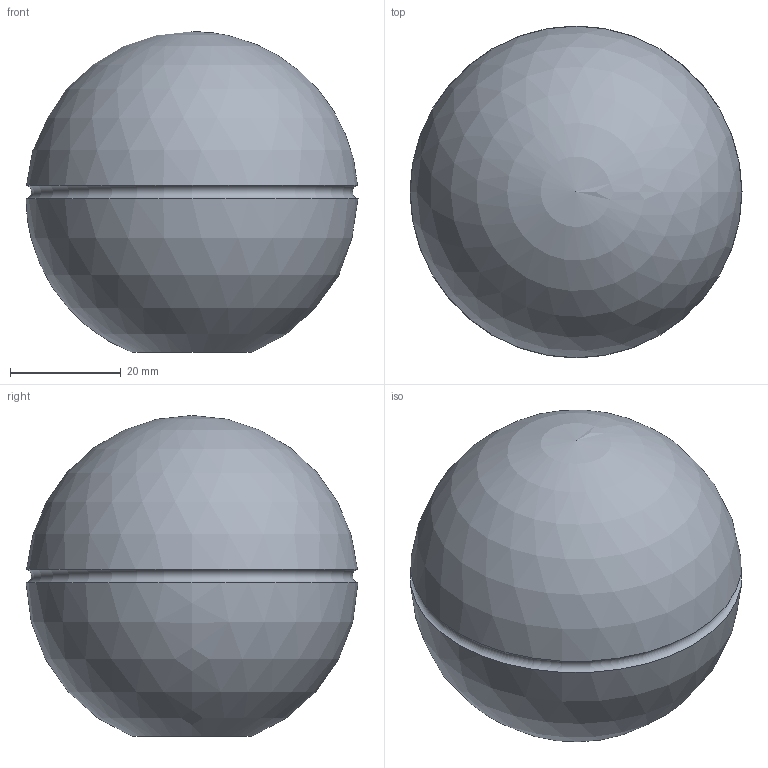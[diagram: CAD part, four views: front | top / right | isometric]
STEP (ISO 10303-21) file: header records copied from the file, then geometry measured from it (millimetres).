
FILE_DESCRIPTION( ( 'Unknown' ), '1' );
FILE_NAME( '6132070_PBO60_M14.stp', 'Unknown', ( 'Unknown' ), ( 'Unknown' ), 'PSStep 11.0', 'Unknown', ' ' );
FILE_SCHEMA( ( 'AUTOMOTIVE_DESIGN { 1 0 10303 214 1 1 1 1 }' ) );
Length unit declared in the file: millimetre
Products named in the file (1): 6132070
Bounding box: 60 x 60 x 58 mm (x, y, z)
Volume: 109951.6 mm3; surface area: 12667.8 mm2
Topology: 1 solids, 2 shells, 13 faces, 26 edges, 17 vertices
Faces by surface type: cylinder 4, plane 4, sphere 2, cone 2, torus 1
Full cylindrical faces by diameter (mm): 11.835 x1, 17 x1, 18 x2
Entity records: 380 total; most frequent: DIRECTION 52, CARTESIAN_POINT 39, AXIS2_PLACEMENT_3D 26, EDGE_LOOP 24, ORIENTED_EDGE 24, FACE_OUTER_BOUND 19, STYLED_ITEM 13, PRESENTATION_STYLE_ASSIGNMENT 13
